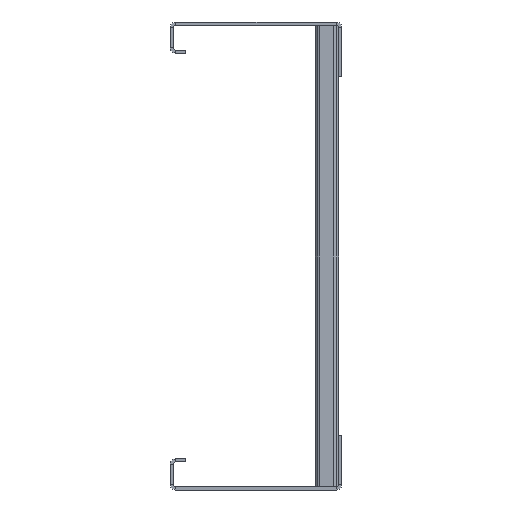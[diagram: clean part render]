
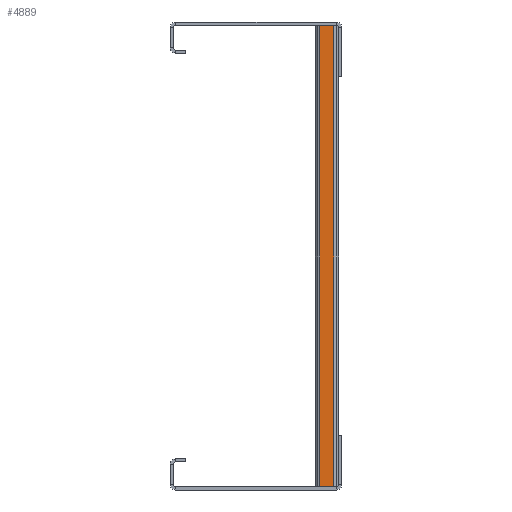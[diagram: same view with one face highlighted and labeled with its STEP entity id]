
A CAD part, left-side view. The second image highlights one B-rep face of the part: STEP entity #4889.
In plain terms, the highlighted face is planar.
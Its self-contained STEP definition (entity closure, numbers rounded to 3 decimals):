
#4284=DIRECTION('',(-1.,0.,0.));
#4285=VECTOR('',#4284,295.);
#4286=CARTESIAN_POINT('',(295.,3.,15.));
#4287=LINE('',#4286,#4285);
#4310=DIRECTION('',(0.,1.,0.));
#4311=VECTOR('',#4310,9.);
#4312=CARTESIAN_POINT('',(0.,3.,15.));
#4313=LINE('',#4312,#4311);
#4322=DIRECTION('',(0.,1.,0.));
#4323=VECTOR('',#4322,9.);
#4324=CARTESIAN_POINT('',(295.,3.,15.));
#4325=LINE('',#4324,#4323);
#4326=DIRECTION('',(1.,0.,0.));
#4327=VECTOR('',#4326,295.);
#4328=CARTESIAN_POINT('',(0.,12.,15.));
#4329=LINE('',#4328,#4327);
#4462=CARTESIAN_POINT('',(0.,3.,15.));
#4464=VERTEX_POINT('',#4462);
#4466=CARTESIAN_POINT('',(0.,12.,15.));
#4467=VERTEX_POINT('',#4466);
#4470=CARTESIAN_POINT('',(295.,3.,15.));
#4471=VERTEX_POINT('',#4470);
#4472=CARTESIAN_POINT('',(295.,12.,15.));
#4473=VERTEX_POINT('',#4472);
#4877=CARTESIAN_POINT('',(295.,12.,15.));
#4878=DIRECTION('',(0.,0.,-1.));
#4879=DIRECTION('',(0.,1.,0.));
#4880=AXIS2_PLACEMENT_3D('',#4877,#4878,#4879);
#4881=PLANE('',#4880);
#4882=ORIENTED_EDGE('',*,*,#4844,.T.);
#4884=ORIENTED_EDGE('',*,*,#4883,.T.);
#4885=ORIENTED_EDGE('',*,*,#4868,.F.);
#4886=ORIENTED_EDGE('',*,*,#4815,.T.);
#4887=EDGE_LOOP('',(#4882,#4884,#4885,#4886));
#4888=FACE_OUTER_BOUND('',#4887,.F.);
#4889=ADVANCED_FACE('',(#4888),#4881,.F.);
#4815=EDGE_CURVE('',#4471,#4464,#4287,.T.);
#4844=EDGE_CURVE('',#4464,#4467,#4313,.T.);
#4868=EDGE_CURVE('',#4471,#4473,#4325,.T.);
#4883=EDGE_CURVE('',#4467,#4473,#4329,.T.);
